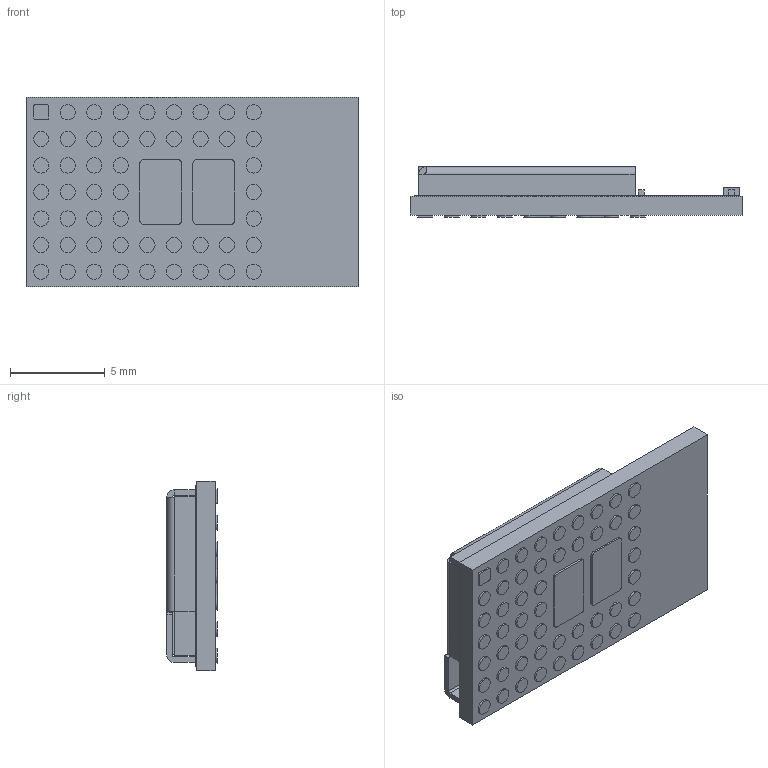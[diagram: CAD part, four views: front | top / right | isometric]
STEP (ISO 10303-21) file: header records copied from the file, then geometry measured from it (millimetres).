
FILE_DESCRIPTION (( 'STEP AP214' ), '1' );
FILE_NAME ('User Library-PAN9026.STEP', '2020-07-03T12:59:00', ( '' ), ( '' ), 'SwSTEP 2.0', 'SolidWorks 2020', '' );
FILE_SCHEMA (( 'AUTOMOTIVE_DESIGN' ));
Length unit declared in the file: millimetre
Products named in the file (5): C0201_Standard; CM9026_V1; Platine_Standard; Ant2band_Standard; User Library-PAN9026
Assembly tree (6 placements, depth 2):
  User Library-PAN9026
    C0201_Standard  x3
    Platine_Standard
    Ant2band_Standard
    CM9026_V1
Bounding box: 17.5 x 2.65 x 10 mm (x, y, z)
Volume: 225.6 mm3; surface area: 744.2 mm2
Topology: 6 solids, 6 shells, 782 faces, 1978 edges, 1305 vertices
Faces by surface type: plane 392, bspline 265, cylinder 125
Entity records: 33674 total; most frequent: CARTESIAN_POINT 8523, ORIENTED_EDGE 3844, DIRECTION 2618, EDGE_CURVE 1922, VERTEX_POINT 1273, LINE 1122, VECTOR 1122, EDGE_LOOP 851
